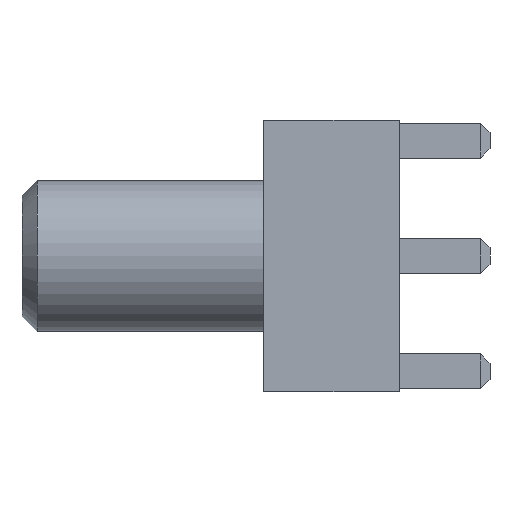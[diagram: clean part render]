
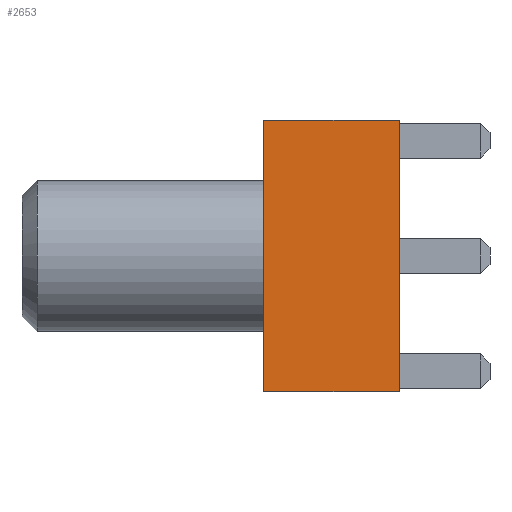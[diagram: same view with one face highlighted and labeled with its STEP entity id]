
A CAD part, left-side view. The second image highlights one B-rep face of the part: STEP entity #2653.
In plain terms, the highlighted planar face has unit normal (-1, 0, 0).
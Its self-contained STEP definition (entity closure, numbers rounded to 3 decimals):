
#57 = LINE ( 'NONE', #2299, #2720 ) ;
#72 = CARTESIAN_POINT ( 'NONE',  ( -4.5, 0., 4.5 ) ) ;
#178 = CARTESIAN_POINT ( 'NONE',  ( -4.5, 4.5, -4.5 ) ) ;
#228 = EDGE_LOOP ( 'NONE', ( #1761, #945, #1838, #868 ) ) ;
#244 = CARTESIAN_POINT ( 'NONE',  ( -4.5, 4.5, 4.5 ) ) ;
#258 = DIRECTION ( 'NONE',  ( 0., 0., -1. ) ) ;
#288 = EDGE_CURVE ( 'NONE', #2832, #480, #1054, .T. ) ;
#480 = VERTEX_POINT ( 'NONE', #1769 ) ;
#672 = FACE_OUTER_BOUND ( 'NONE', #228, .T. ) ;
#686 = EDGE_CURVE ( 'NONE', #2832, #736, #1113, .T. ) ;
#736 = VERTEX_POINT ( 'NONE', #3120 ) ;
#798 = DIRECTION ( 'NONE',  ( 0., 0., 1. ) ) ;
#868 = ORIENTED_EDGE ( 'NONE', *, *, #686, .T. ) ;
#877 = VECTOR ( 'NONE', #1459, 1000. ) ;
#945 = ORIENTED_EDGE ( 'NONE', *, *, #1768, .F. ) ;
#971 = VERTEX_POINT ( 'NONE', #72 ) ;
#981 = VECTOR ( 'NONE', #3215, 1000. ) ;
#1054 = LINE ( 'NONE', #1371, #981 ) ;
#1113 = LINE ( 'NONE', #178, #877 ) ;
#1272 = DIRECTION ( 'NONE',  ( 1., 0., 0. ) ) ;
#1283 = LINE ( 'NONE', #1972, #1944 ) ;
#1371 = CARTESIAN_POINT ( 'NONE',  ( -4.5, 4.5, 4.5 ) ) ;
#1459 = DIRECTION ( 'NONE',  ( 0., -1., 0. ) ) ;
#1761 = ORIENTED_EDGE ( 'NONE', *, *, #2626, .T. ) ;
#1768 = EDGE_CURVE ( 'NONE', #480, #971, #1283, .T. ) ;
#1769 = CARTESIAN_POINT ( 'NONE',  ( -4.5, 4.5, 4.5 ) ) ;
#1838 = ORIENTED_EDGE ( 'NONE', *, *, #288, .F. ) ;
#1944 = VECTOR ( 'NONE', #3266, 1000. ) ;
#1972 = CARTESIAN_POINT ( 'NONE',  ( -4.5, 4.5, 4.5 ) ) ;
#2299 = CARTESIAN_POINT ( 'NONE',  ( -4.5, 0., 4.5 ) ) ;
#2430 = CARTESIAN_POINT ( 'NONE',  ( -4.5, 4.5, -4.5 ) ) ;
#2626 = EDGE_CURVE ( 'NONE', #736, #971, #57, .T. ) ;
#2653 = ADVANCED_FACE ( 'NONE', ( #672 ), #3115, .F. ) ;
#2720 = VECTOR ( 'NONE', #798, 1000. ) ;
#2832 = VERTEX_POINT ( 'NONE', #2430 ) ;
#3040 = AXIS2_PLACEMENT_3D ( 'NONE', #244, #1272, #258 ) ;
#3115 = PLANE ( 'NONE',  #3040 ) ;
#3120 = CARTESIAN_POINT ( 'NONE',  ( -4.5, 0., -4.5 ) ) ;
#3215 = DIRECTION ( 'NONE',  ( 0., 0., 1. ) ) ;
#3266 = DIRECTION ( 'NONE',  ( 0., -1., 0. ) ) ;
